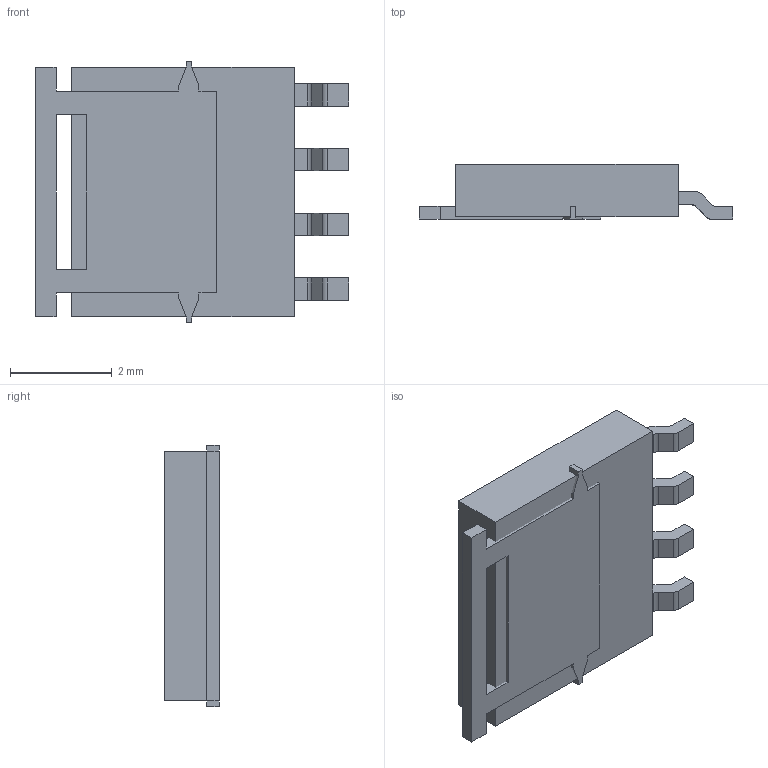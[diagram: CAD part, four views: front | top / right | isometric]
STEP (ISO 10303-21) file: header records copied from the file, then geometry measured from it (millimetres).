
FILE_DESCRIPTION (( 'STEP AP214' ), '1' );
FILE_NAME ('User Library-PowerPAK_SO-8L_SINGLE.STEP', '2016-09-06T23:55:15', ( 'Windows User' ), ( '' ), 'SwSTEP 2.0', 'SolidWorks 2016', '' );
FILE_SCHEMA (( 'AUTOMOTIVE_DESIGN' ));
Length unit declared in the file: millimetre
Products named in the file (4): User Library-PowerPAK_SO-8L_SINGLE_Part_PowerPAK_SO-8L___ _________; User Library-PowerPAK_SO-8L_SINGLE_Assy_leg_PowerPAK_SO-8L___ _________; User Library-PowerPAK_SO-8L_SINGLE; User Library-PowerPAK_SO-8L_SINGLE_leg_PowerPAK_SO-8L___ _________
Assembly tree (8 placements, depth 3):
  User Library-PowerPAK_SO-8L_SINGLE
    User Library-PowerPAK_SO-8L_SINGLE_Part_PowerPAK_SO-8L___ _________
    User Library-PowerPAK_SO-8L_SINGLE_Assy_leg_PowerPAK_SO-8L___ _________
      User Library-PowerPAK_SO-8L_SINGLE_leg_PowerPAK_SO-8L___ _________  x6
Bounding box: 6.15 x 1.07 x 5.12 mm (x, y, z)
Volume: 25.9 mm3; surface area: 106 mm2
Topology: 9 solids, 9 shells, 127 faces, 324 edges, 216 vertices
Faces by surface type: plane 99, cylinder 28
Entity records: 2519 total; most frequent: CARTESIAN_POINT 309, DIRECTION 298, ORIENTED_EDGE 288, EDGE_CURVE 144, LINE 128, VECTOR 128, VERTEX_POINT 96, AXIS2_PLACEMENT_3D 85
